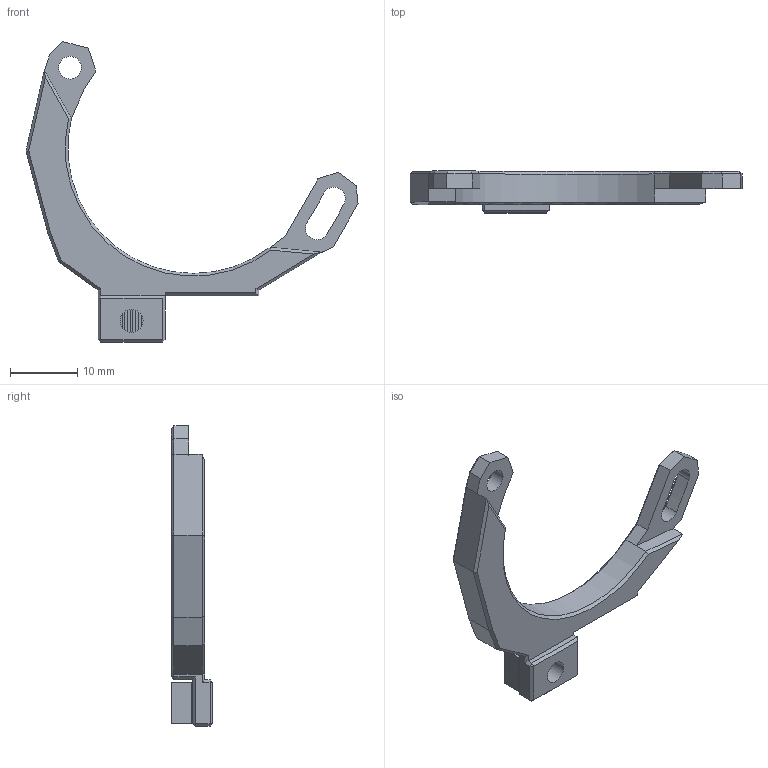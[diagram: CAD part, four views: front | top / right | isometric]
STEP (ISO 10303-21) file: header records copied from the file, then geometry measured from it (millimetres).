
FILE_DESCRIPTION(/* description */ ('','CAx-IF Rec.Pracs.---Representation and Presentation of Product Manufacturing Information (PMI)---4.0---2014-10-13'),/* implementation_level */ '2;1');
FILE_NAME(/* name */ 'AntHead WW-BMG - Rear Brace.step',/* time_stamp */ '2025-04-02T22:55:17-05:00',/* author */ (''),/* organization */ (''),/* preprocessor_version */ 'ST-DEVELOPER v20',/* originating_system */ 'Autodesk Translation Framework v13.20.0.188',/* authorisation */ '');
FILE_SCHEMA (('AP242_MANAGED_MODEL_BASED_3D_ENGINEERING_MIM_LF { 1 0 10303 442 1 1 4 }'));
Length unit declared in the file: millimetre
Products named in the file (1): AH WW-BMG - Rear Brace
Bounding box: 49.43 x 6.19 x 44.76 mm (x, y, z)
Volume: 2121.5 mm3; surface area: 2023.3 mm2
Topology: 2 solids, 2 shells, 146 faces, 365 edges, 223 vertices
Faces by surface type: plane 131, cone 8, cylinder 7
Full cylindrical faces by diameter (mm): 3.4 x2
Entity records: 4253 total; most frequent: CARTESIAN_POINT 751, ORIENTED_EDGE 730, DIRECTION 677, EDGE_CURVE 365, LINE 339, VECTOR 339, VERTEX_POINT 223, AXIS2_PLACEMENT_3D 169
